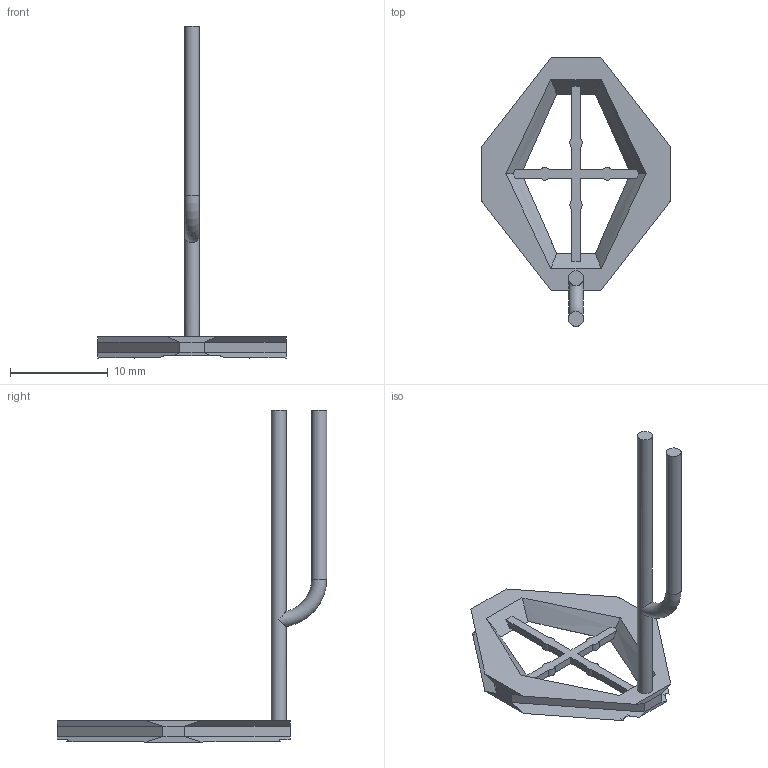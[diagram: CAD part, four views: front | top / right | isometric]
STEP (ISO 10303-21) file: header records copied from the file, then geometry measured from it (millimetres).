
FILE_DESCRIPTION(('FreeCAD Model'),'2;1');
FILE_NAME('Open CASCADE Shape Model','2021-12-15T13:41:52',('Author'),( ''),'Open CASCADE STEP processor 7.5','FreeCAD','Unknown');
FILE_SCHEMA(('AUTOMOTIVE_DESIGN { 1 0 10303 214 1 1 1 1 }'));
Length unit declared in the file: millimetre
Products named in the file (1): Body
Bounding box: 19.26 x 27.51 x 33.91 mm (x, y, z)
Volume: 408.3 mm3; surface area: 1015.2 mm2
Topology: 1 solids, 1 shells, 82 faces, 230 edges, 146 vertices
Faces by surface type: plane 41, bspline 22, cylinder 18, torus 1
Full cylindrical faces by diameter (mm): 1.524 x2
Entity records: 6499 total; most frequent: CARTESIAN_POINT 2254, DIRECTION 650, ORIENTED_EDGE 460, PCURVE 460, DEFINITIONAL_REPRESENTATION 460, LINE 432, VECTOR 432, EDGE_CURVE 230
